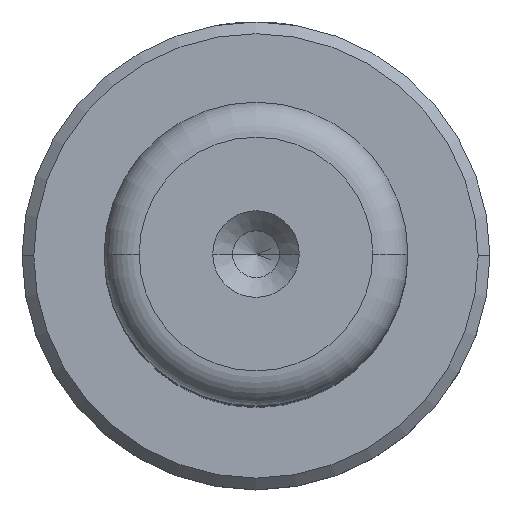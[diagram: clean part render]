
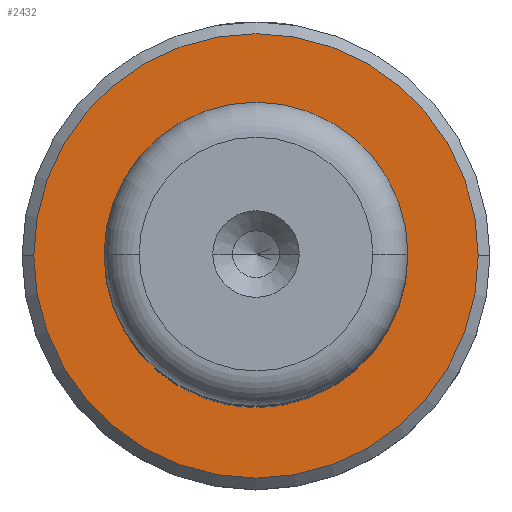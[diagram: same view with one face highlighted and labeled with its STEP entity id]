
A CAD part, top view. The second image highlights one B-rep face of the part: STEP entity #2432.
In plain terms, the highlighted planar face has unit normal (0, 0, 1).
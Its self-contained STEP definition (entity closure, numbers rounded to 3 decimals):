
#1 = AXIS2_PLACEMENT_3D ( 'NONE', #111, #1476, #304 ) ;
#28 = DIRECTION ( 'NONE',  ( 0., 0., 1. ) ) ;
#42 = DIRECTION ( 'NONE',  ( -1., 0., 0. ) ) ;
#111 = CARTESIAN_POINT ( 'NONE',  ( 0., 0., 15. ) ) ;
#131 = FACE_OUTER_BOUND ( 'NONE', #593, .T. ) ;
#304 = DIRECTION ( 'NONE',  ( -1., 0., 0. ) ) ;
#344 = ORIENTED_EDGE ( 'NONE', *, *, #1552, .T. ) ;
#406 = DIRECTION ( 'NONE',  ( 0., 0., 1. ) ) ;
#453 = VERTEX_POINT ( 'NONE', #1717 ) ;
#593 = EDGE_LOOP ( 'NONE', ( #1119, #842 ) ) ;
#633 = DIRECTION ( 'NONE',  ( 1., 0., 0. ) ) ;
#806 = CIRCLE ( 'NONE', #1482, 5.995 ) ;
#812 = EDGE_CURVE ( 'NONE', #453, #1868, #2401, .T. ) ;
#842 = ORIENTED_EDGE ( 'NONE', *, *, #2332, .T. ) ;
#900 = CIRCLE ( 'NONE', #2229, 9.5 ) ;
#1008 = AXIS2_PLACEMENT_3D ( 'NONE', #1209, #1791, #633 ) ;
#1019 = EDGE_LOOP ( 'NONE', ( #344, #2131 ) ) ;
#1025 = PLANE ( 'NONE',  #1008 ) ;
#1077 = VERTEX_POINT ( 'NONE', #2074 ) ;
#1119 = ORIENTED_EDGE ( 'NONE', *, *, #812, .T. ) ;
#1189 = CARTESIAN_POINT ( 'NONE',  ( 0., 0., 15. ) ) ;
#1207 = DIRECTION ( 'NONE',  ( 0., 0., -1. ) ) ;
#1209 = CARTESIAN_POINT ( 'NONE',  ( 0., 0., 15. ) ) ;
#1273 = VERTEX_POINT ( 'NONE', #2533 ) ;
#1393 = DIRECTION ( 'NONE',  ( 1., 0., 0. ) ) ;
#1476 = DIRECTION ( 'NONE',  ( 0., 0., -1. ) ) ;
#1482 = AXIS2_PLACEMENT_3D ( 'NONE', #2384, #1207, #42 ) ;
#1520 = CARTESIAN_POINT ( 'NONE',  ( 9.5, 0., 15. ) ) ;
#1552 = EDGE_CURVE ( 'NONE', #1077, #1273, #1715, .T. ) ;
#1567 = CARTESIAN_POINT ( 'NONE',  ( 0., 0., 15. ) ) ;
#1598 = AXIS2_PLACEMENT_3D ( 'NONE', #1189, #28, #1393 ) ;
#1623 = FACE_BOUND ( 'NONE', #1019, .T. ) ;
#1715 = CIRCLE ( 'NONE', #1, 5.995 ) ;
#1717 = CARTESIAN_POINT ( 'NONE',  ( -9.5, 0., 15. ) ) ;
#1763 = DIRECTION ( 'NONE',  ( 1., 0., 0. ) ) ;
#1791 = DIRECTION ( 'NONE',  ( 0., 0., 1. ) ) ;
#1868 = VERTEX_POINT ( 'NONE', #1520 ) ;
#2074 = CARTESIAN_POINT ( 'NONE',  ( 5.995, 0., 15. ) ) ;
#2131 = ORIENTED_EDGE ( 'NONE', *, *, #2149, .T. ) ;
#2149 = EDGE_CURVE ( 'NONE', #1273, #1077, #806, .T. ) ;
#2229 = AXIS2_PLACEMENT_3D ( 'NONE', #1567, #406, #1763 ) ;
#2332 = EDGE_CURVE ( 'NONE', #1868, #453, #900, .T. ) ;
#2384 = CARTESIAN_POINT ( 'NONE',  ( 0., 0., 15. ) ) ;
#2401 = CIRCLE ( 'NONE', #1598, 9.5 ) ;
#2432 = ADVANCED_FACE ( 'NONE', ( #131, #1623 ), #1025, .T. ) ;
#2533 = CARTESIAN_POINT ( 'NONE',  ( -5.995, 0., 15. ) ) ;
